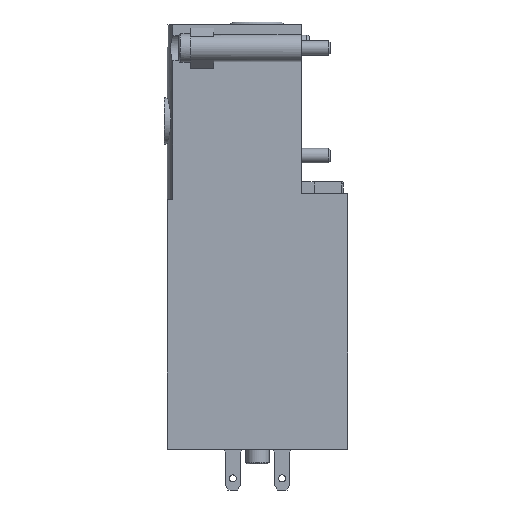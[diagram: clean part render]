
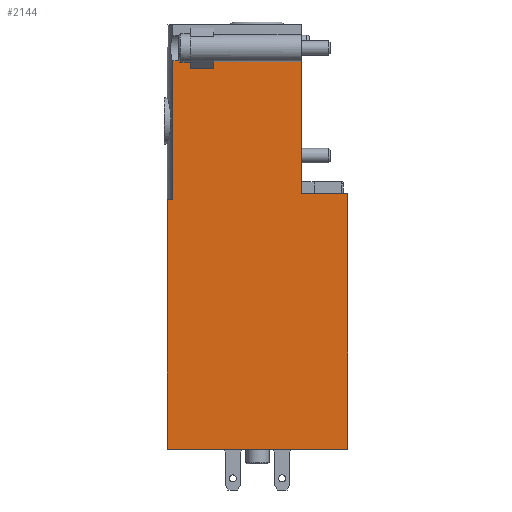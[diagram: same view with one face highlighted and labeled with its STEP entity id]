
A CAD part, left-side view. The second image highlights one B-rep face of the part: STEP entity #2144.
In plain terms, the highlighted planar face has unit normal (-1, 0, 0).
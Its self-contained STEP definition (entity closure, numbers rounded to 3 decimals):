
#35=PLANE('',#2295);
#133=LINE('',#3108,#364);
#140=LINE('',#3155,#371);
#157=LINE('',#3194,#388);
#158=LINE('',#3196,#389);
#159=LINE('',#3197,#390);
#160=LINE('',#3199,#391);
#161=LINE('',#3201,#392);
#162=LINE('',#3203,#393);
#163=LINE('',#3205,#394);
#164=LINE('',#3207,#395);
#165=LINE('',#3209,#396);
#166=LINE('',#3211,#397);
#364=VECTOR('',#2486,1000.);
#371=VECTOR('',#2499,1000.);
#388=VECTOR('',#2528,1000.);
#389=VECTOR('',#2529,1000.);
#390=VECTOR('',#2530,1000.);
#391=VECTOR('',#2531,1000.);
#392=VECTOR('',#2532,1000.);
#393=VECTOR('',#2533,1000.);
#394=VECTOR('',#2534,1000.);
#395=VECTOR('',#2535,1000.);
#396=VECTOR('',#2536,1000.);
#397=VECTOR('',#2537,1000.);
#630=ORIENTED_EDGE('',*,*,#1219,.F.);
#631=ORIENTED_EDGE('',*,*,#1188,.T.);
#632=ORIENTED_EDGE('',*,*,#1220,.F.);
#633=ORIENTED_EDGE('',*,*,#1200,.F.);
#634=ORIENTED_EDGE('',*,*,#1221,.F.);
#635=ORIENTED_EDGE('',*,*,#1222,.F.);
#636=ORIENTED_EDGE('',*,*,#1223,.F.);
#637=ORIENTED_EDGE('',*,*,#1224,.F.);
#638=ORIENTED_EDGE('',*,*,#1225,.F.);
#639=ORIENTED_EDGE('',*,*,#1226,.F.);
#640=ORIENTED_EDGE('',*,*,#1227,.F.);
#641=ORIENTED_EDGE('',*,*,#1228,.T.);
#1188=EDGE_CURVE('',#1485,#1484,#133,.T.);
#1200=EDGE_CURVE('',#1495,#1496,#140,.T.);
#1219=EDGE_CURVE('',#1485,#1512,#157,.T.);
#1220=EDGE_CURVE('',#1496,#1484,#158,.T.);
#1221=EDGE_CURVE('',#1513,#1495,#159,.T.);
#1222=EDGE_CURVE('',#1514,#1513,#160,.T.);
#1223=EDGE_CURVE('',#1515,#1514,#161,.T.);
#1224=EDGE_CURVE('',#1516,#1515,#162,.T.);
#1225=EDGE_CURVE('',#1517,#1516,#163,.T.);
#1226=EDGE_CURVE('',#1518,#1517,#164,.T.);
#1227=EDGE_CURVE('',#1519,#1518,#165,.T.);
#1228=EDGE_CURVE('',#1519,#1512,#166,.T.);
#1484=VERTEX_POINT('',#3107);
#1485=VERTEX_POINT('',#3109);
#1495=VERTEX_POINT('',#3154);
#1496=VERTEX_POINT('',#3156);
#1512=VERTEX_POINT('',#3195);
#1513=VERTEX_POINT('',#3198);
#1514=VERTEX_POINT('',#3200);
#1515=VERTEX_POINT('',#3202);
#1516=VERTEX_POINT('',#3204);
#1517=VERTEX_POINT('',#3206);
#1518=VERTEX_POINT('',#3208);
#1519=VERTEX_POINT('',#3210);
#1762=EDGE_LOOP('',(#630,#631,#632,#633,#634,#635,#636,#637,#638,#639,#640,
#641));
#1943=FACE_BOUND('',#1762,.T.);
#2144=ADVANCED_FACE('',(#1943),#35,.F.);
#2295=AXIS2_PLACEMENT_3D('',#3193,#2526,#2527);
#2486=DIRECTION('',(0.,0.,-1.));
#2499=DIRECTION('',(0.,0.,1.));
#2526=DIRECTION('',(1.,0.,0.));
#2527=DIRECTION('',(0.,0.,-1.));
#2528=DIRECTION('',(0.,-1.,0.));
#2529=DIRECTION('',(0.,-1.,0.));
#2530=DIRECTION('',(0.,1.,0.));
#2531=DIRECTION('',(0.,0.,-1.));
#2532=DIRECTION('',(0.,-1.,0.));
#2533=DIRECTION('',(0.,0.,-1.));
#2534=DIRECTION('',(0.,-1.,0.));
#2535=DIRECTION('',(0.,0.,1.));
#2536=DIRECTION('',(0.,-1.,0.));
#2537=DIRECTION('',(0.,0.,1.));
#3107=CARTESIAN_POINT('',(-5.,30.04,6.5));
#3108=CARTESIAN_POINT('',(-5.,30.04,66.5));
#3109=CARTESIAN_POINT('',(-5.,30.04,30.376));
#3154=CARTESIAN_POINT('',(-5.,31.,-36.5));
#3155=CARTESIAN_POINT('',(-5.,31.,-36.5));
#3156=CARTESIAN_POINT('',(-5.,31.,6.5));
#3193=CARTESIAN_POINT('',(-5.,0.,0.));
#3194=CARTESIAN_POINT('',(-5.,37.,30.376));
#3195=CARTESIAN_POINT('',(-5.,27.,30.376));
#3196=CARTESIAN_POINT('',(-5.,0.,6.5));
#3197=CARTESIAN_POINT('',(-5.,0.,-36.5));
#3198=CARTESIAN_POINT('',(-5.,0.,-36.5));
#3199=CARTESIAN_POINT('',(-5.,0.,7.5));
#3200=CARTESIAN_POINT('',(-5.,0.,7.5));
#3201=CARTESIAN_POINT('',(-5.,8.,7.5));
#3202=CARTESIAN_POINT('',(-5.,8.,7.5));
#3203=CARTESIAN_POINT('',(-5.,8.,36.5));
#3204=CARTESIAN_POINT('',(-5.,8.,30.756));
#3205=CARTESIAN_POINT('',(-5.,3.,30.756));
#3206=CARTESIAN_POINT('',(-5.,23.,30.756));
#3207=CARTESIAN_POINT('',(-5.,23.,0.));
#3208=CARTESIAN_POINT('',(-5.,23.,29.05));
#3209=CARTESIAN_POINT('',(-5.,0.,29.05));
#3210=CARTESIAN_POINT('',(-5.,27.,29.05));
#3211=CARTESIAN_POINT('',(-5.,27.,0.));
